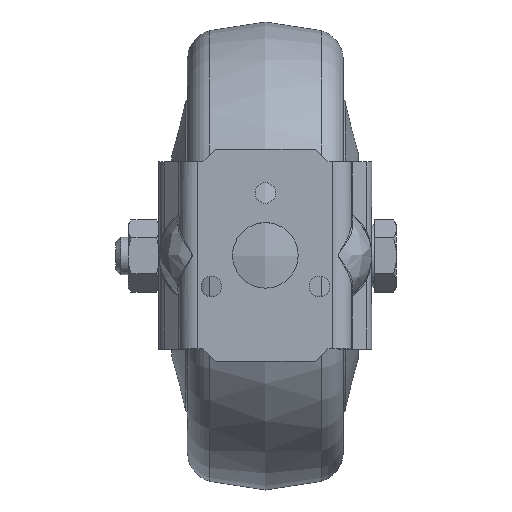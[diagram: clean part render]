
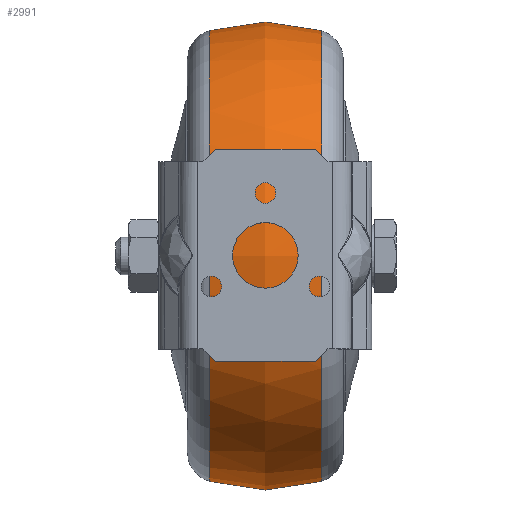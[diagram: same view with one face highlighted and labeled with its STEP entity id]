
A CAD part, top view. The second image highlights one B-rep face of the part: STEP entity #2991.
In plain terms, the highlighted free-form (B-spline) face has degree [2, 2] with [3, 9] control points.
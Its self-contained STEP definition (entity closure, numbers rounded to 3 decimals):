
#104=(
BOUNDED_CURVE()
B_SPLINE_CURVE(2,(#4300,#4301,#4302),.UNSPECIFIED.,.F.,.F.)
B_SPLINE_CURVE_WITH_KNOTS((3,3),(-0.305,0.305),
 .UNSPECIFIED.)
CURVE()
GEOMETRIC_REPRESENTATION_ITEM()
RATIONAL_B_SPLINE_CURVE((1.,0.954,1.))
REPRESENTATION_ITEM('')
);
#143=(
BOUNDED_SURFACE()
B_SPLINE_SURFACE(2,2,((#4271,#4272,#4273,#4274,#4275,#4276,#4277,#4278,
#4279),(#4280,#4281,#4282,#4283,#4284,#4285,#4286,#4287,#4288),(#4289,#4290,
#4291,#4292,#4293,#4294,#4295,#4296,#4297)),.UNSPECIFIED.,.F.,.T.,.F.)
B_SPLINE_SURFACE_WITH_KNOTS((3,3),(3,2,2,2,3),(-0.305,0.305),
(-3.142,-1.571,0.,1.571,3.142),
 .UNSPECIFIED.)
GEOMETRIC_REPRESENTATION_ITEM()
RATIONAL_B_SPLINE_SURFACE(((1.,0.707,1.,0.707,1.,
0.707,1.,0.707,1.),(0.954,0.675,
0.954,0.675,0.954,0.675,
0.954,0.675,0.954),(1.,0.707,
1.,0.707,1.,0.707,1.,0.707,1.)))
REPRESENTATION_ITEM('')
SURFACE()
);
#824=FACE_OUTER_BOUND('',#1030,.T.);
#1030=EDGE_LOOP('',(#2109,#2110,#2111,#2112));
#1269=CIRCLE('',#3205,36.118);
#1271=CIRCLE('',#3207,36.118);
#1416=VERTEX_POINT('',#4267);
#1418=VERTEX_POINT('',#4298);
#1682=EDGE_CURVE('',#1416,#1416,#1269,.T.);
#1684=EDGE_CURVE('',#1418,#1418,#1271,.T.);
#1685=EDGE_CURVE('',#1418,#1416,#104,.T.);
#2109=ORIENTED_EDGE('',*,*,#1684,.T.);
#2110=ORIENTED_EDGE('',*,*,#1685,.T.);
#2111=ORIENTED_EDGE('',*,*,#1682,.F.);
#2112=ORIENTED_EDGE('',*,*,#1685,.F.);
#2991=ADVANCED_FACE('',(#824),#143,.F.);
#3205=AXIS2_PLACEMENT_3D('',#4268,#3531,#3532);
#3207=AXIS2_PLACEMENT_3D('',#4299,#3535,#3536);
#3531=DIRECTION('center_axis',(-1.,0.,0.));
#3532=DIRECTION('ref_axis',(0.,0.,-1.));
#3535=DIRECTION('center_axis',(-1.,0.,0.));
#3536=DIRECTION('ref_axis',(0.,0.,-1.));
#4267=CARTESIAN_POINT('',(-9.,0.,-96.618));
#4268=CARTESIAN_POINT('Origin',(-9.,0.,
-60.5));
#4271=CARTESIAN_POINT('Ctrl Pts',(9.,0.,
-96.618));
#4272=CARTESIAN_POINT('Ctrl Pts',(9.,-36.118,-96.618));
#4273=CARTESIAN_POINT('Ctrl Pts',(9.,-36.118,-60.5));
#4274=CARTESIAN_POINT('Ctrl Pts',(9.,-36.118,-24.382));
#4275=CARTESIAN_POINT('Ctrl Pts',(9.,0.,
-24.382));
#4276=CARTESIAN_POINT('Ctrl Pts',(9.,36.118,-24.382));
#4277=CARTESIAN_POINT('Ctrl Pts',(9.,36.118,-60.5));
#4278=CARTESIAN_POINT('Ctrl Pts',(9.,36.118,-96.618));
#4279=CARTESIAN_POINT('Ctrl Pts',(9.,0.,
-96.618));
#4280=CARTESIAN_POINT('Ctrl Pts',(0.,0.,
-99.449));
#4281=CARTESIAN_POINT('Ctrl Pts',(0.,-38.949,
-99.449));
#4282=CARTESIAN_POINT('Ctrl Pts',(0.,-38.949,
-60.5));
#4283=CARTESIAN_POINT('Ctrl Pts',(0.,-38.949,
-21.551));
#4284=CARTESIAN_POINT('Ctrl Pts',(0.,0.,
-21.551));
#4285=CARTESIAN_POINT('Ctrl Pts',(0.,38.949,
-21.551));
#4286=CARTESIAN_POINT('Ctrl Pts',(0.,38.949,
-60.5));
#4287=CARTESIAN_POINT('Ctrl Pts',(0.,38.949,
-99.449));
#4288=CARTESIAN_POINT('Ctrl Pts',(0.,0.,
-99.449));
#4289=CARTESIAN_POINT('Ctrl Pts',(-9.,0.,
-96.618));
#4290=CARTESIAN_POINT('Ctrl Pts',(-9.,-36.118,-96.618));
#4291=CARTESIAN_POINT('Ctrl Pts',(-9.,-36.118,-60.5));
#4292=CARTESIAN_POINT('Ctrl Pts',(-9.,-36.118,-24.382));
#4293=CARTESIAN_POINT('Ctrl Pts',(-9.,0.,
-24.382));
#4294=CARTESIAN_POINT('Ctrl Pts',(-9.,36.118,-24.382));
#4295=CARTESIAN_POINT('Ctrl Pts',(-9.,36.118,-60.5));
#4296=CARTESIAN_POINT('Ctrl Pts',(-9.,36.118,-96.618));
#4297=CARTESIAN_POINT('Ctrl Pts',(-9.,0.,
-96.618));
#4298=CARTESIAN_POINT('',(9.,0.,-96.618));
#4299=CARTESIAN_POINT('Origin',(9.,0.,
-60.5));
#4300=CARTESIAN_POINT('Ctrl Pts',(9.,0.,
-96.618));
#4301=CARTESIAN_POINT('Ctrl Pts',(0.,0.,
-99.449));
#4302=CARTESIAN_POINT('Ctrl Pts',(-9.,0.,
-96.618));
